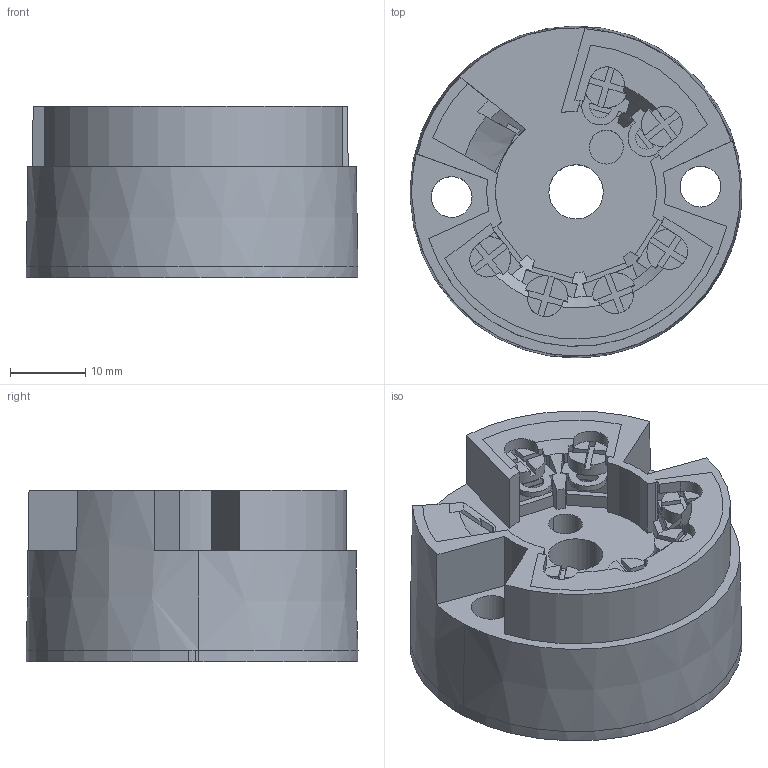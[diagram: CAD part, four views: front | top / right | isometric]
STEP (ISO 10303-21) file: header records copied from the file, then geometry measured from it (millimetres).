
FILE_DESCRIPTION(('Creo Elements/Direct Modeling STEP Export'),'2;1');
FILE_NAME('model.stp','2019-04-25T 1:41:20',(''),(''),'Creo Elements/Direct Modeling STEP processor for AP214 (Solid Model)','Creo Elements/Direct Modeling 20.1A 29-Sep-2018 (C) Parametric Technology GmbH','');
FILE_SCHEMA(('AUTOMOTIVE_DESIGN { 1 0 10303 214 1 1 1 1 }'));
Length unit declared in the file: millimetre
Products named in the file (2): MCR-FL-HT-TS-I-EX-select
Assembly tree (1 placements, depth 2):
  MCR-FL-HT-TS-I-EX-select
    MCR-FL-HT-TS-I-EX-select
Bounding box: 43.98 x 44 x 22.7 mm (x, y, z)
Volume: 25963.8 mm3; surface area: 8122.8 mm2
Topology: 1 solids, 1 shells, 437 faces, 1166 edges, 730 vertices
Faces by surface type: plane 281, cylinder 106, extrusion 37, cone 12, bspline 1
Entity records: 16953 total; most frequent: CARTESIAN_POINT 4148, ORIENTED_EDGE 2334, DIRECTION 1616, EDGE_CURVE 1167, VERTEX_POINT 731, VECTOR 720, LINE 677, AXIS2_PLACEMENT_3D 448
